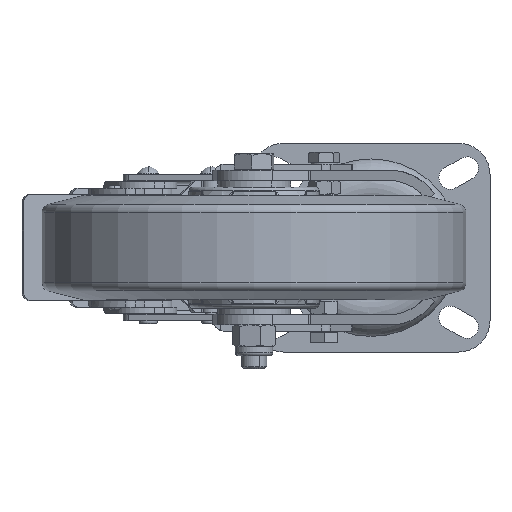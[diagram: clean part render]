
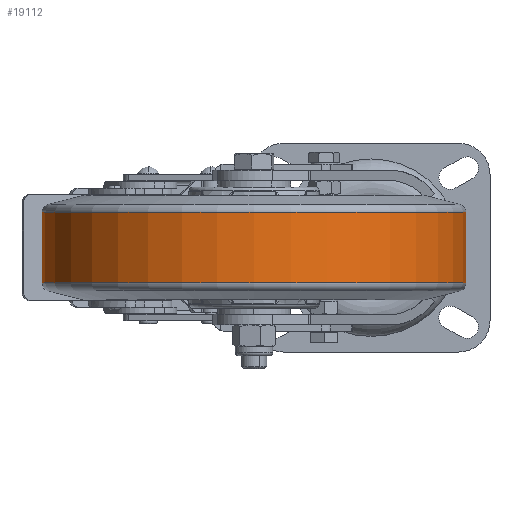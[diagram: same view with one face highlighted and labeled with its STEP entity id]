
A CAD part, front view. The second image highlights one B-rep face of the part: STEP entity #19112.
In plain terms, the highlighted cylindrical face has radius 101.5 mm (diameter 203 mm), a partial arc.
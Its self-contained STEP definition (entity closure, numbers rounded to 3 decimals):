
#697 = CYLINDRICAL_SURFACE ( 'NONE', #11057, 101.5 ) ;
#1762 = CARTESIAN_POINT ( 'NONE',  ( -157.5, -126., -69.105 ) ) ;
#2751 = CIRCLE ( 'NONE', #19601, 101.5 ) ;
#3633 = DIRECTION ( 'NONE',  ( 0., 0., -1. ) ) ;
#5096 = CARTESIAN_POINT ( 'NONE',  ( -157.5, -126., 16.877 ) ) ;
#5310 = EDGE_CURVE ( 'NONE', #43957, #25893, #14697, .T. ) ;
#5603 = CARTESIAN_POINT ( 'NONE',  ( 45.5, -126., -16.877 ) ) ;
#8353 = CIRCLE ( 'NONE', #58003, 101.5 ) ;
#10925 = CARTESIAN_POINT ( 'NONE',  ( -56., -126., -16.877 ) ) ;
#11057 = AXIS2_PLACEMENT_3D ( 'NONE', #20209, #59146, #15265 ) ;
#13481 = CARTESIAN_POINT ( 'NONE',  ( -56., -126., 16.877 ) ) ;
#14697 = LINE ( 'NONE', #1762, #60618 ) ;
#15265 = DIRECTION ( 'NONE',  ( -1., 0., 0. ) ) ;
#16870 = ORIENTED_EDGE ( 'NONE', *, *, #39974, .T. ) ;
#19112 = ADVANCED_FACE ( 'NONE', ( #22171 ), #697, .T. ) ;
#19601 = AXIS2_PLACEMENT_3D ( 'NONE', #10925, #34788, #40307 ) ;
#20209 = CARTESIAN_POINT ( 'NONE',  ( -56., -126., -69.105 ) ) ;
#22171 = FACE_OUTER_BOUND ( 'NONE', #38448, .T. ) ;
#25893 = VERTEX_POINT ( 'NONE', #37633 ) ;
#25944 = VERTEX_POINT ( 'NONE', #61755 ) ;
#26464 = ORIENTED_EDGE ( 'NONE', *, *, #56909, .F. ) ;
#28532 = DIRECTION ( 'NONE',  ( 1., 0., 0. ) ) ;
#28992 = LINE ( 'NONE', #42025, #45713 ) ;
#33328 = ORIENTED_EDGE ( 'NONE', *, *, #41945, .T. ) ;
#34788 = DIRECTION ( 'NONE',  ( 0., 0., 1. ) ) ;
#37633 = CARTESIAN_POINT ( 'NONE',  ( -157.5, -126., -16.877 ) ) ;
#38448 = EDGE_LOOP ( 'NONE', ( #26464, #16870, #57504, #33328 ) ) ;
#39974 = EDGE_CURVE ( 'NONE', #25944, #43957, #8353, .T. ) ;
#40307 = DIRECTION ( 'NONE',  ( 1., 0., 0. ) ) ;
#41435 = DIRECTION ( 'NONE',  ( 0., 0., -1. ) ) ;
#41945 = EDGE_CURVE ( 'NONE', #25893, #56045, #2751, .T. ) ;
#42025 = CARTESIAN_POINT ( 'NONE',  ( 45.5, -126., -69.105 ) ) ;
#43040 = DIRECTION ( 'NONE',  ( 0., 0., -1. ) ) ;
#43957 = VERTEX_POINT ( 'NONE', #5096 ) ;
#45713 = VECTOR ( 'NONE', #3633, 1000. ) ;
#56045 = VERTEX_POINT ( 'NONE', #5603 ) ;
#56909 = EDGE_CURVE ( 'NONE', #25944, #56045, #28992, .T. ) ;
#57504 = ORIENTED_EDGE ( 'NONE', *, *, #5310, .T. ) ;
#58003 = AXIS2_PLACEMENT_3D ( 'NONE', #13481, #43040, #28532 ) ;
#59146 = DIRECTION ( 'NONE',  ( 0., 0., -1. ) ) ;
#60618 = VECTOR ( 'NONE', #41435, 1000. ) ;
#61755 = CARTESIAN_POINT ( 'NONE',  ( 45.5, -126., 16.877 ) ) ;
